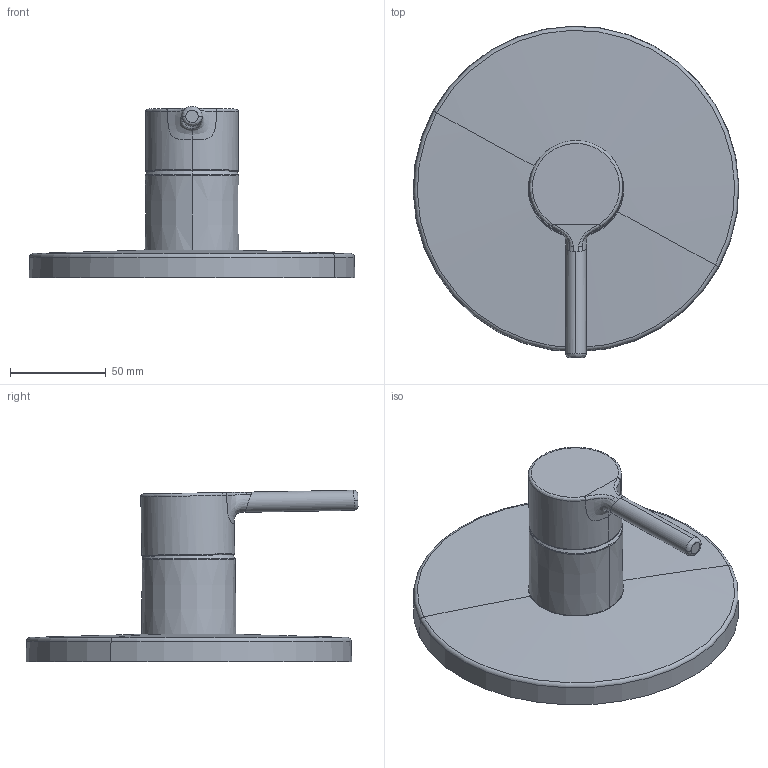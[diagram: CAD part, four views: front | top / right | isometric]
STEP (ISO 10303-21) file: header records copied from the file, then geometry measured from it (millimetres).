
FILE_DESCRIPTION (( 'STEP AP203' ), '1' );
FILE_NAME ('2687A(2022)+82619067(2022).STEP', '2022-02-24T06:10:00', ( '' ), ( '' ), 'SwSTEP 2.0', 'SolidWorks 2016', '' );
FILE_SCHEMA (( 'CONFIG_CONTROL_DESIGN' ));
Length unit declared in the file: millimetre
Products named in the file (1): 2687A(2022)+82619067(2022)
Bounding box: 170 x 173.28 x 89.5 mm (x, y, z)
Volume: 448662.7 mm3; surface area: 65014.3 mm2
Topology: 1 solids, 1 shells, 33 faces, 73 edges, 44 vertices
Faces by surface type: bspline 12, plane 5, torus 4, sphere 4, cylinder 4, cone 4
Entity records: 3466 total; most frequent: CARTESIAN_POINT 2727, ORIENTED_EDGE 146, DIRECTION 125, EDGE_CURVE 73, AXIS2_PLACEMENT_3D 58, VERTEX_POINT 44, CIRCLE 36, EDGE_LOOP 35
